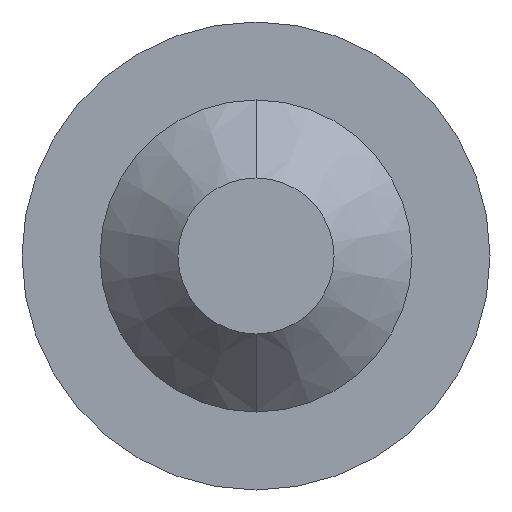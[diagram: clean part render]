
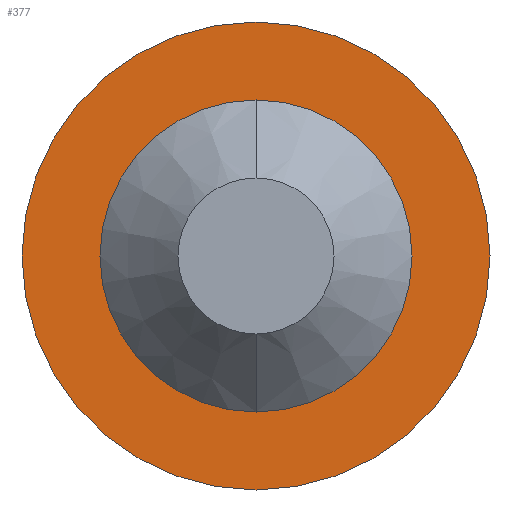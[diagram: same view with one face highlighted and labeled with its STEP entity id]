
A CAD part, front view. The second image highlights one B-rep face of the part: STEP entity #377.
In plain terms, the highlighted planar face has unit normal (0, -1, 0).
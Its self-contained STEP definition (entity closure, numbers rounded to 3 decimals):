
#8 = EDGE_CURVE ( 'Defeature ausgef�hrt1_1+Defeature ausgef�hrt1_2+Defeature ausgef�hrt1_2+Defeature ausgef�hrt1_2', #118, #82, #175, .T. ) ;
#10 = DIRECTION ( 'NONE',  ( 0., 0., 1. ) ) ;
#13 = AXIS2_PLACEMENT_3D ( 'NONE', #510, #429, #350 ) ;
#30 = EDGE_CURVE ( 'Defeature ausgef�hrt1_2+Defeature ausgef�hrt1_3+Defeature ausgef�hrt1_3+Defeature ausgef�hrt1_3', #286, #442, #256, .T. ) ;
#39 = CARTESIAN_POINT ( 'NONE',  ( 0., 7., 1. ) ) ;
#53 = EDGE_CURVE ( 'Defeature ausgef�hrt1_1+Defeature ausgef�hrt1_2+Defeature ausgef�hrt1_2+Defeature ausgef�hrt1_2', #82, #118, #409, .T. ) ;
#56 = CARTESIAN_POINT ( 'NONE',  ( 0., 7., 0. ) ) ;
#67 = ORIENTED_EDGE ( 'NONE', *, *, #30, .T. ) ;
#82 = VERTEX_POINT ( 'NONE', #135 ) ;
#86 = FACE_OUTER_BOUND ( 'NONE', #536, .T. ) ;
#118 = VERTEX_POINT ( 'NONE', #423 ) ;
#128 = ORIENTED_EDGE ( 'NONE', *, *, #394, .T. ) ;
#133 = FACE_BOUND ( 'NONE', #450, .T. ) ;
#134 = DIRECTION ( 'NONE',  ( 0., 0., 1. ) ) ;
#135 = CARTESIAN_POINT ( 'NONE',  ( 0., 7., 1.5 ) ) ;
#139 = CARTESIAN_POINT ( 'NONE',  ( 0., 7., -1. ) ) ;
#160 = ORIENTED_EDGE ( 'NONE', *, *, #53, .F. ) ;
#171 = CIRCLE ( 'NONE', #478, 1. ) ;
#175 = CIRCLE ( 'NONE', #427, 1.5 ) ;
#212 = CARTESIAN_POINT ( 'NONE',  ( 1.5, 7., 0. ) ) ;
#223 = CARTESIAN_POINT ( 'NONE',  ( 0., 7., 0. ) ) ;
#229 = DIRECTION ( 'NONE',  ( 0., 1., 0. ) ) ;
#255 = DIRECTION ( 'NONE',  ( 0., 1., 0. ) ) ;
#256 = CIRCLE ( 'NONE', #366, 1. ) ;
#260 = DIRECTION ( 'NONE',  ( 0., 1., 0. ) ) ;
#286 = VERTEX_POINT ( 'NONE', #39 ) ;
#287 = AXIS2_PLACEMENT_3D ( 'NONE', #212, #255, #376 ) ;
#299 = PLANE ( 'NONE',  #287 ) ;
#350 = DIRECTION ( 'NONE',  ( 0., 0., 1. ) ) ;
#366 = AXIS2_PLACEMENT_3D ( 'NONE', #420, #466, #134 ) ;
#376 = DIRECTION ( 'NONE',  ( 0., 0., 1. ) ) ;
#377 = ADVANCED_FACE ( 'Defeature ausgef�hrt1_2', ( #86, #133 ), #299, .F. ) ;
#394 = EDGE_CURVE ( 'Defeature ausgef�hrt1_2+Defeature ausgef�hrt1_3+Defeature ausgef�hrt1_3+Defeature ausgef�hrt1_3', #442, #286, #171, .T. ) ;
#409 = CIRCLE ( 'NONE', #13, 1.5 ) ;
#420 = CARTESIAN_POINT ( 'NONE',  ( 0., 7., 0. ) ) ;
#423 = CARTESIAN_POINT ( 'NONE',  ( 0., 7., -1.5 ) ) ;
#427 = AXIS2_PLACEMENT_3D ( 'NONE', #223, #260, #10 ) ;
#429 = DIRECTION ( 'NONE',  ( 0., 1., 0. ) ) ;
#442 = VERTEX_POINT ( 'NONE', #139 ) ;
#450 = EDGE_LOOP ( 'NONE', ( #67, #128 ) ) ;
#466 = DIRECTION ( 'NONE',  ( 0., 1., 0. ) ) ;
#477 = DIRECTION ( 'NONE',  ( 0., 0., 1. ) ) ;
#478 = AXIS2_PLACEMENT_3D ( 'NONE', #56, #229, #477 ) ;
#495 = ORIENTED_EDGE ( 'NONE', *, *, #8, .F. ) ;
#510 = CARTESIAN_POINT ( 'NONE',  ( 0., 7., 0. ) ) ;
#536 = EDGE_LOOP ( 'NONE', ( #160, #495 ) ) ;
